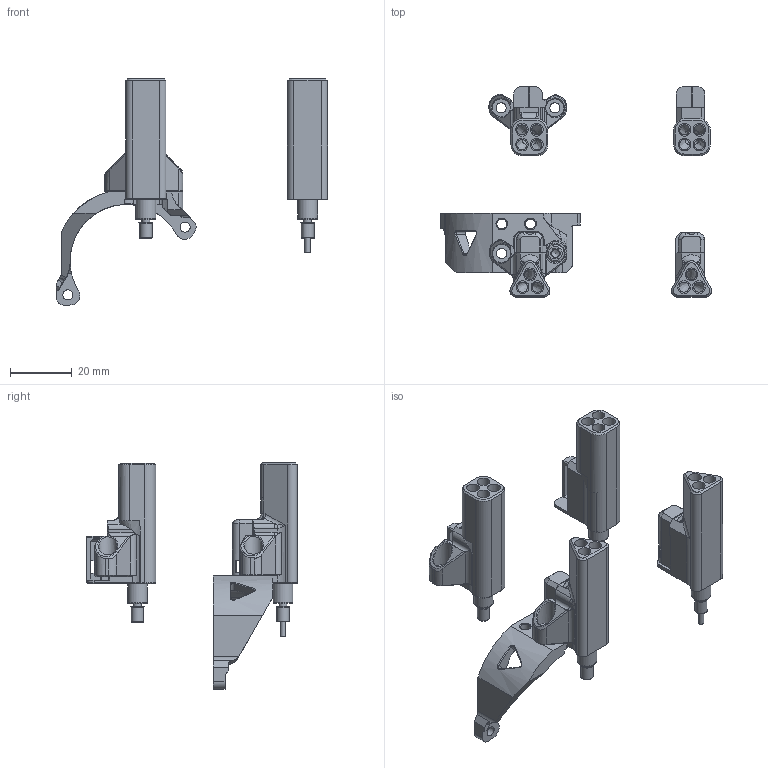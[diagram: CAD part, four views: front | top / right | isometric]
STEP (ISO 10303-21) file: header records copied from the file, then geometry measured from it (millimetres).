
FILE_DESCRIPTION(/* description */ ('','CAx-IF Rec.Pracs.---Representation and Presentation of Product Manufacturing Information (PMI)---4.0---2014-10-13'),/* implementation_level */ '2;1');
FILE_NAME(/* name */ 'Filament Hub.step',/* time_stamp */ '2024-12-11T16:49:35Z',/* author */ (''),/* organization */ (''),/* preprocessor_version */ 'ST-DEVELOPER v20',/* originating_system */ 'Autodesk Translation Framework v13.20.0.188',/* authorisation */ '');
FILE_SCHEMA (('AP242_MANAGED_MODEL_BASED_3D_ENGINEERING_MIM_LF { 1 0 10303 442 1 1 4 }'));
Products named in the file (15): Sensor; Hub x4 Oribter; Hub x3; Filament; Orbiter Mount; HARDWARE; Heat Insert M3 Short 5x4 v9(Mirror); Heat Insert M3 Short 5x4; Screw Button Head M2 8mm; HW1502SC; HW1502SC_1; Hub x4; Ball; Micro Switch - Kailh Red; Hub x4 Orbiter
Assembly tree (15 placements, depth 4):
  Sensor
    Hub x4 Oribter
    Hub x3
      Screw Button Head M2 8mm
      Filament
    Orbiter Mount
      HARDWARE
        Heat Insert M3 Short 5x4 v9(Mirror)
        Heat Insert M3 Short 5x4
        Screw Button Head M2 8mm
        HW1502SC
        HW1502SC_1
    Hub x4
      Ball
      Micro Switch - Kailh Red
    Hub x4 Orbiter
Bounding box: 87.68 x 68.04 x 73.27 mm (x, y, z)
Volume: 24893.1 mm3; surface area: 25797.9 mm2
Topology: 15 solids, 15 shells, 1240 faces, 3390 edges, 2183 vertices
Faces by surface type: plane 691, cylinder 271, bspline 172, cone 86, torus 19, sphere 1
Full cylindrical faces by diameter (mm): 1 x2, 1.75 x1, 1.9 x6, 2.1 x2, 2.5 x7, 2.529 x6, 2.927 x1, 3.086 x7, 3.21 x2, 3.25 x2, 3.3 x18, 3.875 x2, 4 x6, 4.1 x14, 4.25 x1, 4.4 x2, 5.5 x1, 5.84 x4, 6.39 x4
Entity records: 56807 total; most frequent: CARTESIAN_POINT 25878, ORIENTED_EDGE 6770, DIRECTION 5719, EDGE_CURVE 3385, VERTEX_POINT 2183, LINE 2071, VECTOR 2071, AXIS2_PLACEMENT_3D 1824
